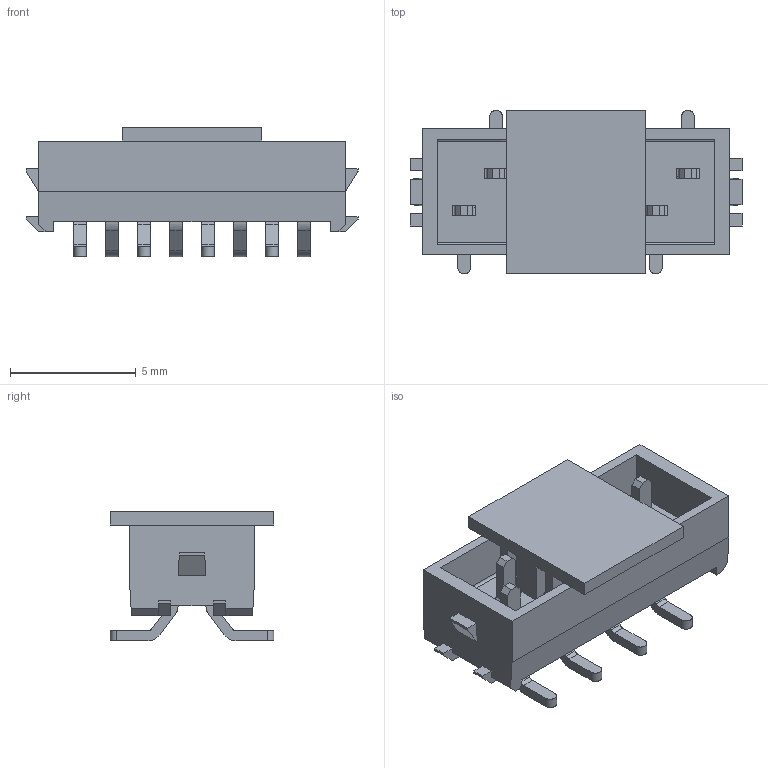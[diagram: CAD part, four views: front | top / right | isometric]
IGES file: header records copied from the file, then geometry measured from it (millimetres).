
Start section: C
Global section: file name: 690357280876.iges; native system: By Siemens PLM Incorporated; preprocessor: XPlus GENERIC/IGES 24.0.124; author: Author; organization: Title; date: 20220718.163129; units: millimetre
Bounding box: 13.19 x 6.5 x 5.15 mm (x, y, z)
Surface area: 601.8 mm2 (no closed solid volume)
Topology: 0 solids, 0 shells, 417 faces, 2300 edges, 2300 vertices
Faces by surface type: bspline 417
